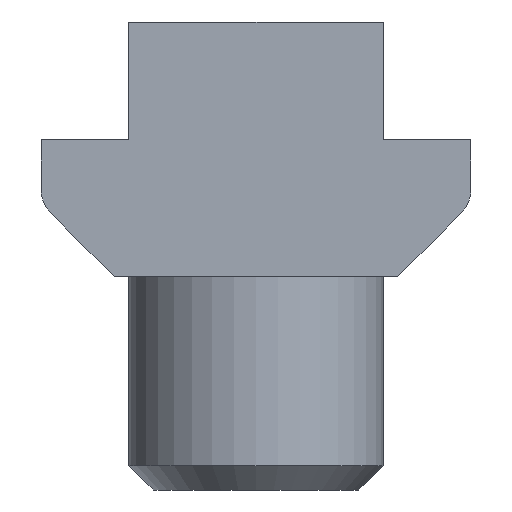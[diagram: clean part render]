
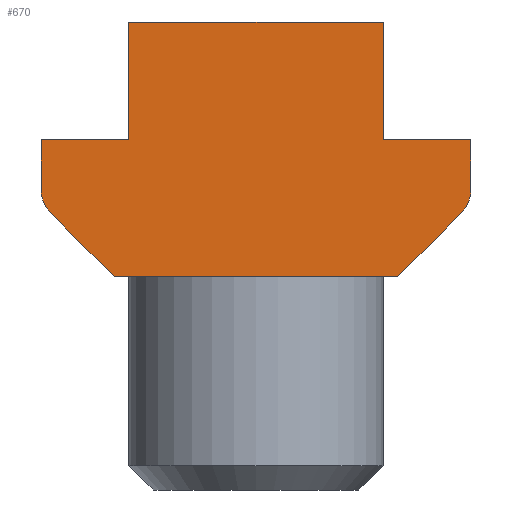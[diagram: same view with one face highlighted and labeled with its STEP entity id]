
A CAD part, left-side view. The second image highlights one B-rep face of the part: STEP entity #670.
In plain terms, the highlighted planar face has unit normal (-1, 0, 0).
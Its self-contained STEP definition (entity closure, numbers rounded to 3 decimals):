
#41=PLANE($,#725);
#62=LINE($,#953,#118);
#74=LINE($,#982,#130);
#76=LINE($,#987,#132);
#79=LINE($,#992,#135);
#81=LINE($,#996,#137);
#83=LINE($,#999,#139);
#84=LINE($,#1001,#140);
#85=LINE($,#1004,#141);
#87=LINE($,#1008,#143);
#89=LINE($,#1011,#145);
#118=VECTOR($,#784,2.838);
#130=VECTOR($,#806,2.838);
#132=VECTOR($,#810,8.);
#135=VECTOR($,#815,3.7);
#137=VECTOR($,#819,2.75);
#139=VECTOR($,#823,1.586);
#140=VECTOR($,#826,8.9);
#141=VECTOR($,#829,1.586);
#143=VECTOR($,#833,2.75);
#145=VECTOR($,#837,3.7);
#199=FACE_OUTER_BOUND($,#245,.T.);
#245=EDGE_LOOP($,(#506,#507,#508,#509,#510,#511,#512,#513,#514,#515,#516,
#517));
#282=CIRCLE($,#709,1.);
#285=CIRCLE($,#715,1.);
#298=VERTEX_POINT($,#940);
#299=VERTEX_POINT($,#941);
#303=VERTEX_POINT($,#951);
#313=VERTEX_POINT($,#975);
#314=VERTEX_POINT($,#976);
#315=VERTEX_POINT($,#981);
#316=VERTEX_POINT($,#985);
#317=VERTEX_POINT($,#986);
#318=VERTEX_POINT($,#991);
#319=VERTEX_POINT($,#995);
#320=VERTEX_POINT($,#1003);
#321=VERTEX_POINT($,#1007);
#358=EDGE_CURVE($,#298,#299,#282,.T.);
#364=EDGE_CURVE($,#303,#298,#62,.T.);
#375=EDGE_CURVE($,#313,#314,#285,.T.);
#378=EDGE_CURVE($,#314,#315,#74,.T.);
#380=EDGE_CURVE($,#316,#317,#76,.T.);
#383=EDGE_CURVE($,#317,#318,#79,.T.);
#385=EDGE_CURVE($,#318,#319,#81,.T.);
#387=EDGE_CURVE($,#319,#313,#83,.T.);
#388=EDGE_CURVE($,#315,#303,#84,.T.);
#389=EDGE_CURVE($,#299,#320,#85,.T.);
#391=EDGE_CURVE($,#320,#321,#87,.T.);
#393=EDGE_CURVE($,#321,#316,#89,.T.);
#506=ORIENTED_EDGE($,*,*,#358,.F.);
#507=ORIENTED_EDGE($,*,*,#364,.F.);
#508=ORIENTED_EDGE($,*,*,#388,.F.);
#509=ORIENTED_EDGE($,*,*,#378,.F.);
#510=ORIENTED_EDGE($,*,*,#375,.F.);
#511=ORIENTED_EDGE($,*,*,#387,.F.);
#512=ORIENTED_EDGE($,*,*,#385,.F.);
#513=ORIENTED_EDGE($,*,*,#383,.F.);
#514=ORIENTED_EDGE($,*,*,#380,.F.);
#515=ORIENTED_EDGE($,*,*,#393,.F.);
#516=ORIENTED_EDGE($,*,*,#391,.F.);
#517=ORIENTED_EDGE($,*,*,#389,.F.);
#670=ADVANCED_FACE($,(#199),#41,.T.);
#709=AXIS2_PLACEMENT_3D($,#942,#774,#775);
#715=AXIS2_PLACEMENT_3D($,#977,#800,#801);
#725=AXIS2_PLACEMENT_3D($,#1012,#838,#839);
#774=DIRECTION('center_axis',(1.,0.,0.));
#775=DIRECTION('ref_axis',(0.,0.924,-0.383));
#784=DIRECTION($,(0.,0.707,0.707));
#800=DIRECTION('center_axis',(1.,0.,0.));
#801=DIRECTION('ref_axis',(0.,-0.924,-0.383));
#806=DIRECTION($,(0.,0.707,-0.707));
#810=DIRECTION($,(0.,-1.,0.));
#815=DIRECTION($,(0.,0.,-1.));
#819=DIRECTION($,(0.,-1.,0.));
#823=DIRECTION($,(0.,0.,-1.));
#826=DIRECTION($,(0.,1.,0.));
#829=DIRECTION($,(0.,0.,1.));
#833=DIRECTION($,(0.,-1.,0.));
#837=DIRECTION($,(0.,0.,1.));
#838=DIRECTION('center_axis',(-1.,0.,0.));
#839=DIRECTION('ref_axis',(0.,-1.,0.));
#940=CARTESIAN_POINT('',(0.,6.457,-5.993));
#941=CARTESIAN_POINT('',(0.,6.75,-5.286));
#942=CARTESIAN_POINT('Origin',(0.,5.75,-5.286));
#951=CARTESIAN_POINT('',(0.,4.45,-8.));
#953=CARTESIAN_POINT($,(0.,4.45,-8.));
#975=CARTESIAN_POINT('',(0.,-6.75,-5.286));
#976=CARTESIAN_POINT('',(0.,-6.457,-5.993));
#977=CARTESIAN_POINT('Origin',(0.,-5.75,-5.286));
#981=CARTESIAN_POINT('',(0.,-4.45,-8.));
#982=CARTESIAN_POINT($,(0.,-6.457,-5.993));
#985=CARTESIAN_POINT('',(0.,4.,0.));
#986=CARTESIAN_POINT('',(0.,-4.,0.));
#987=CARTESIAN_POINT($,(0.,4.,0.));
#991=CARTESIAN_POINT('',(0.,-4.,-3.7));
#992=CARTESIAN_POINT($,(0.,-4.,0.));
#995=CARTESIAN_POINT('',(0.,-6.75,-3.7));
#996=CARTESIAN_POINT($,(0.,-4.,-3.7));
#999=CARTESIAN_POINT($,(0.,-6.75,-3.7));
#1001=CARTESIAN_POINT($,(0.,-4.45,-8.));
#1003=CARTESIAN_POINT('',(0.,6.75,-3.7));
#1004=CARTESIAN_POINT($,(0.,6.75,-5.286));
#1007=CARTESIAN_POINT('',(0.,4.,-3.7));
#1008=CARTESIAN_POINT($,(0.,6.75,-3.7));
#1011=CARTESIAN_POINT($,(0.,4.,-3.7));
#1012=CARTESIAN_POINT('Origin',(0.,0.,-4.183));
